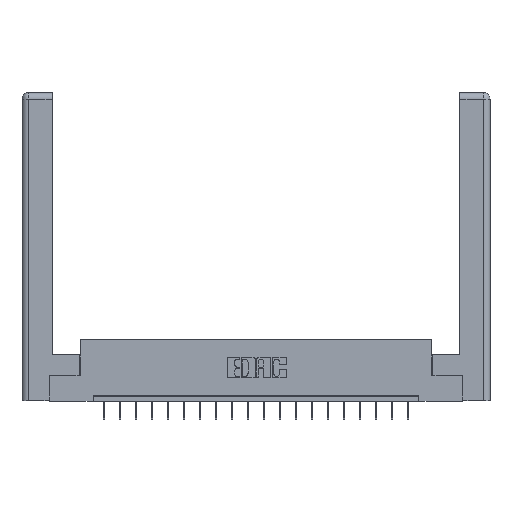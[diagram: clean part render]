
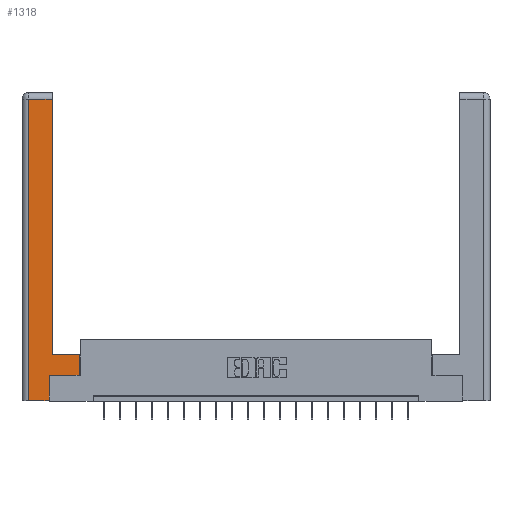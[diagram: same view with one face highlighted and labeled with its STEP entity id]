
A CAD part, top view. The second image highlights one B-rep face of the part: STEP entity #1318.
In plain terms, the highlighted planar face has unit normal (0, 0, 1).
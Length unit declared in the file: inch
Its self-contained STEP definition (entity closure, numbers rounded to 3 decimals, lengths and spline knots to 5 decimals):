
#412 = EDGE_LOOP ( 'NONE', ( #12753, #17116, #4189, #19730, #4405, #10141, #1149, #3131 ) ) ;
#583 = CARTESIAN_POINT ( 'NONE',  ( 0.295, 0.45, 0. ) ) ;
#826 = CARTESIAN_POINT ( 'NONE',  ( 0.565, 0.45, 0. ) ) ;
#1025 = EDGE_CURVE ( 'NONE', #1515, #3219, #7759, .T. ) ;
#1134 = LINE ( 'NONE', #11077, #9502 ) ;
#1149 = ORIENTED_EDGE ( 'NONE', *, *, #13948, .T. ) ;
#1221 = CARTESIAN_POINT ( 'NONE',  ( 0.565, 0.45, 0. ) ) ;
#1318 = ADVANCED_FACE ( 'NONE', ( #14699 ), #6423, .F. ) ;
#1356 = DIRECTION ( 'NONE',  ( 1., 0., 0. ) ) ;
#1515 = VERTEX_POINT ( 'NONE', #5985 ) ;
#1701 = VECTOR ( 'NONE', #4210, 39.37008 ) ;
#1738 = CARTESIAN_POINT ( 'NONE',  ( 0., 0., 0. ) ) ;
#3072 = VECTOR ( 'NONE', #15027, 39.37008 ) ;
#3131 = ORIENTED_EDGE ( 'NONE', *, *, #18344, .T. ) ;
#3176 = LINE ( 'NONE', #826, #1701 ) ;
#3219 = VERTEX_POINT ( 'NONE', #13696 ) ;
#4114 = AXIS2_PLACEMENT_3D ( 'NONE', #1738, #15970, #8145 ) ;
#4189 = ORIENTED_EDGE ( 'NONE', *, *, #8457, .T. ) ;
#4210 = DIRECTION ( 'NONE',  ( 0., 1., 0. ) ) ;
#4358 = CARTESIAN_POINT ( 'NONE',  ( 0.0615, 2.94, 0. ) ) ;
#4405 = ORIENTED_EDGE ( 'NONE', *, *, #18886, .T. ) ;
#4665 = VECTOR ( 'NONE', #20127, 39.37008 ) ;
#5985 = CARTESIAN_POINT ( 'NONE',  ( 0.295, 0.45, 0. ) ) ;
#6423 = PLANE ( 'NONE',  #4114 ) ;
#6629 = EDGE_CURVE ( 'NONE', #3219, #7492, #6897, .T. ) ;
#6897 = LINE ( 'NONE', #4358, #4665 ) ;
#7150 = EDGE_CURVE ( 'NONE', #12555, #18080, #16034, .T. ) ;
#7492 = VERTEX_POINT ( 'NONE', #16215 ) ;
#7759 = LINE ( 'NONE', #10225, #3072 ) ;
#8145 = DIRECTION ( 'NONE',  ( -1., 0., 0. ) ) ;
#8236 = CARTESIAN_POINT ( 'NONE',  ( 0.565, 0.245, 0. ) ) ;
#8457 = EDGE_CURVE ( 'NONE', #7492, #13668, #17162, .T. ) ;
#8851 = DIRECTION ( 'NONE',  ( -1., 0., 0. ) ) ;
#9173 = LINE ( 'NONE', #20366, #18576 ) ;
#9502 = VECTOR ( 'NONE', #12787, 39.37008 ) ;
#10141 = ORIENTED_EDGE ( 'NONE', *, *, #7150, .T. ) ;
#10186 = CARTESIAN_POINT ( 'NONE',  ( 0.0615, 0., 0. ) ) ;
#10225 = CARTESIAN_POINT ( 'NONE',  ( 0.295, 3., 0. ) ) ;
#10780 = CARTESIAN_POINT ( 'NONE',  ( 0.0615, 0., 0. ) ) ;
#11052 = VECTOR ( 'NONE', #8851, 39.37008 ) ;
#11077 = CARTESIAN_POINT ( 'NONE',  ( 0.265, 0.245, 0. ) ) ;
#11337 = EDGE_CURVE ( 'NONE', #13668, #15977, #9173, .T. ) ;
#11824 = VECTOR ( 'NONE', #11827, 39.37008 ) ;
#11827 = DIRECTION ( 'NONE',  ( 0., -1., 0. ) ) ;
#12086 = VECTOR ( 'NONE', #1356, 39.37008 ) ;
#12342 = CARTESIAN_POINT ( 'NONE',  ( 0.565, 0.245, 0. ) ) ;
#12555 = VERTEX_POINT ( 'NONE', #17614 ) ;
#12753 = ORIENTED_EDGE ( 'NONE', *, *, #1025, .T. ) ;
#12787 = DIRECTION ( 'NONE',  ( 0., 1., 0. ) ) ;
#12923 = CARTESIAN_POINT ( 'NONE',  ( 0.265, 0., 0. ) ) ;
#13668 = VERTEX_POINT ( 'NONE', #10780 ) ;
#13696 = CARTESIAN_POINT ( 'NONE',  ( 0.295, 2.94, 0. ) ) ;
#13948 = EDGE_CURVE ( 'NONE', #18080, #17656, #3176, .T. ) ;
#14699 = FACE_OUTER_BOUND ( 'NONE', #412, .T. ) ;
#15027 = DIRECTION ( 'NONE',  ( 0., 1., 0. ) ) ;
#15248 = LINE ( 'NONE', #583, #11052 ) ;
#15714 = DIRECTION ( 'NONE',  ( 1., 0., 0. ) ) ;
#15970 = DIRECTION ( 'NONE',  ( 0., 0., -1. ) ) ;
#15977 = VERTEX_POINT ( 'NONE', #12923 ) ;
#16034 = LINE ( 'NONE', #12342, #12086 ) ;
#16215 = CARTESIAN_POINT ( 'NONE',  ( 0.0615, 2.94, 0. ) ) ;
#17116 = ORIENTED_EDGE ( 'NONE', *, *, #6629, .T. ) ;
#17162 = LINE ( 'NONE', #10186, #11824 ) ;
#17614 = CARTESIAN_POINT ( 'NONE',  ( 0.265, 0.245, 0. ) ) ;
#17656 = VERTEX_POINT ( 'NONE', #1221 ) ;
#18080 = VERTEX_POINT ( 'NONE', #8236 ) ;
#18344 = EDGE_CURVE ( 'NONE', #17656, #1515, #15248, .T. ) ;
#18576 = VECTOR ( 'NONE', #15714, 39.37008 ) ;
#18886 = EDGE_CURVE ( 'NONE', #15977, #12555, #1134, .T. ) ;
#19730 = ORIENTED_EDGE ( 'NONE', *, *, #11337, .T. ) ;
#20127 = DIRECTION ( 'NONE',  ( -1., 0., 0. ) ) ;
#20366 = CARTESIAN_POINT ( 'NONE',  ( 0.265, 0., 0. ) ) ;
